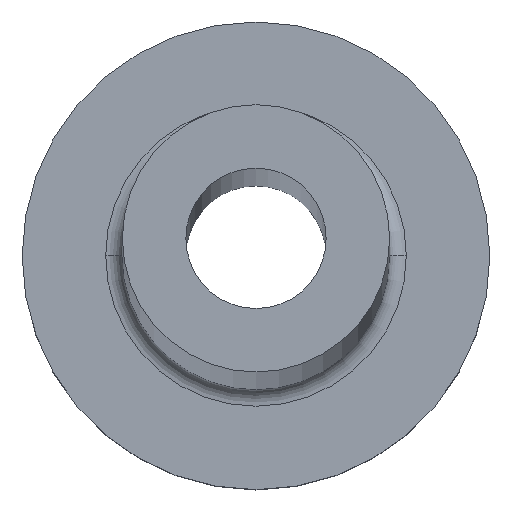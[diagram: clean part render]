
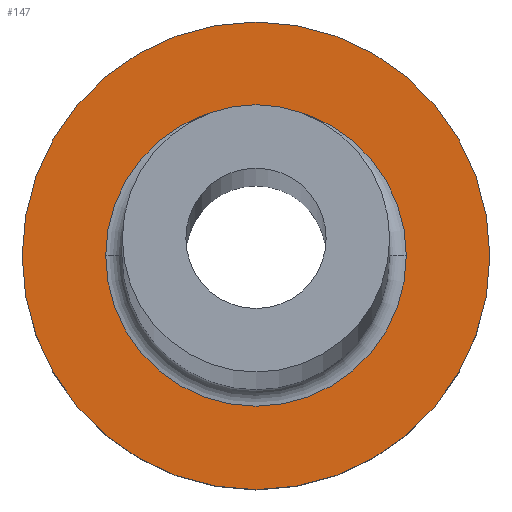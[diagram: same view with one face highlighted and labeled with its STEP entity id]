
A CAD part, top view. The second image highlights one B-rep face of the part: STEP entity #147.
In plain terms, the highlighted planar face has unit normal (0, 0, 1).
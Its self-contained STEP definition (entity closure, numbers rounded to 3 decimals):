
#24 = DIRECTION ( 'NONE',  ( 0., 0., 1. ) ) ;
#29 = DIRECTION ( 'NONE',  ( 1., 0., 0. ) ) ;
#30 = CARTESIAN_POINT ( 'NONE',  ( 0., 0., 5. ) ) ;
#48 = AXIS2_PLACEMENT_3D ( 'NONE', #30, #90, #29 ) ;
#54 = FACE_OUTER_BOUND ( 'NONE', #299, .T. ) ;
#60 = CARTESIAN_POINT ( 'NONE',  ( 0., 0., 5. ) ) ;
#74 = AXIS2_PLACEMENT_3D ( 'NONE', #294, #146, #112 ) ;
#81 = AXIS2_PLACEMENT_3D ( 'NONE', #60, #214, #302 ) ;
#83 = FACE_BOUND ( 'NONE', #368, .T. ) ;
#90 = DIRECTION ( 'NONE',  ( 0., 0., 1. ) ) ;
#96 = EDGE_CURVE ( 'NONE', #161, #315, #345, .T. ) ;
#112 = DIRECTION ( 'NONE',  ( 1., 0., 0. ) ) ;
#117 = CARTESIAN_POINT ( 'NONE',  ( 4.5, 0., 5. ) ) ;
#120 = CIRCLE ( 'NONE', #81, 7. ) ;
#136 = VERTEX_POINT ( 'NONE', #266 ) ;
#145 = CARTESIAN_POINT ( 'NONE',  ( -7., 0., 5. ) ) ;
#146 = DIRECTION ( 'NONE',  ( 0., 0., -1. ) ) ;
#147 = ADVANCED_FACE ( 'NONE', ( #83, #54 ), #319, .T. ) ;
#150 = CARTESIAN_POINT ( 'NONE',  ( 7., 0., 5. ) ) ;
#159 = AXIS2_PLACEMENT_3D ( 'NONE', #375, #209, #207 ) ;
#161 = VERTEX_POINT ( 'NONE', #145 ) ;
#183 = VERTEX_POINT ( 'NONE', #117 ) ;
#190 = ORIENTED_EDGE ( 'NONE', *, *, #96, .T. ) ;
#192 = CIRCLE ( 'NONE', #74, 4.5 ) ;
#207 = DIRECTION ( 'NONE',  ( 1., 0., 0. ) ) ;
#209 = DIRECTION ( 'NONE',  ( 0., 0., -1. ) ) ;
#214 = DIRECTION ( 'NONE',  ( 0., 0., 1. ) ) ;
#235 = AXIS2_PLACEMENT_3D ( 'NONE', #288, #24, #239 ) ;
#239 = DIRECTION ( 'NONE',  ( 1., 0., 0. ) ) ;
#242 = EDGE_CURVE ( 'NONE', #136, #183, #272, .T. ) ;
#257 = ORIENTED_EDGE ( 'NONE', *, *, #271, .T. ) ;
#266 = CARTESIAN_POINT ( 'NONE',  ( -4.5, 0., 5. ) ) ;
#271 = EDGE_CURVE ( 'NONE', #183, #136, #192, .T. ) ;
#272 = CIRCLE ( 'NONE', #159, 4.5 ) ;
#288 = CARTESIAN_POINT ( 'NONE',  ( 0., 0., 5. ) ) ;
#294 = CARTESIAN_POINT ( 'NONE',  ( 0., 0., 5. ) ) ;
#299 = EDGE_LOOP ( 'NONE', ( #190, #300 ) ) ;
#300 = ORIENTED_EDGE ( 'NONE', *, *, #305, .T. ) ;
#302 = DIRECTION ( 'NONE',  ( 1., 0., 0. ) ) ;
#305 = EDGE_CURVE ( 'NONE', #315, #161, #120, .T. ) ;
#315 = VERTEX_POINT ( 'NONE', #150 ) ;
#319 = PLANE ( 'NONE',  #48 ) ;
#329 = ORIENTED_EDGE ( 'NONE', *, *, #242, .T. ) ;
#345 = CIRCLE ( 'NONE', #235, 7. ) ;
#368 = EDGE_LOOP ( 'NONE', ( #257, #329 ) ) ;
#375 = CARTESIAN_POINT ( 'NONE',  ( 0., 0., 5. ) ) ;
